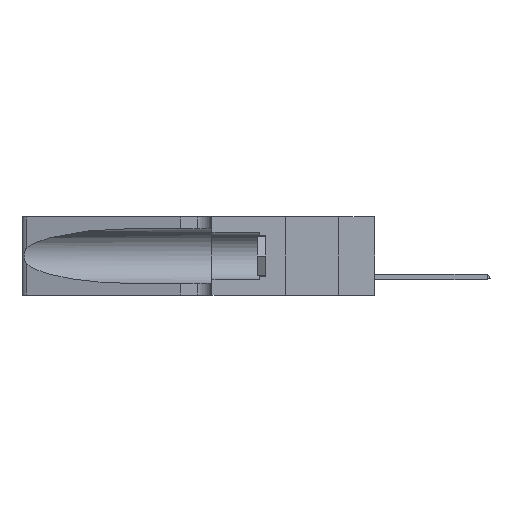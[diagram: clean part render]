
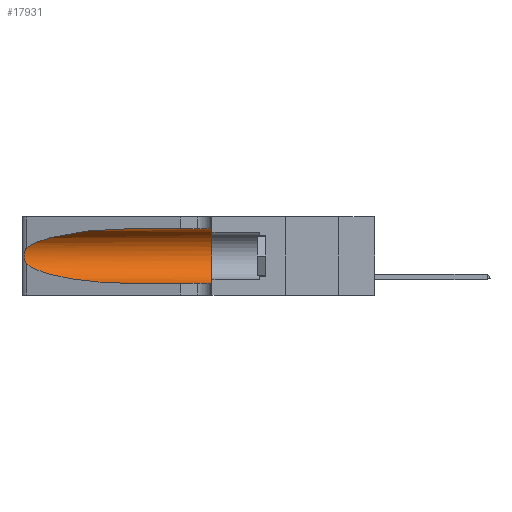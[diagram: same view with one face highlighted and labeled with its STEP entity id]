
A CAD part, left-side view. The second image highlights one B-rep face of the part: STEP entity #17931.
In plain terms, the highlighted cylindrical face has radius 3.308 mm (diameter 6.617 mm), a partial arc.
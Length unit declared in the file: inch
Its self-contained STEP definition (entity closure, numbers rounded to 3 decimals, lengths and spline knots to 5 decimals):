
#168 = CARTESIAN_POINT ( 'NONE',  ( 0.25487, 1.22718, 0.22369 ) ) ;
#1204 = VECTOR ( 'NONE', #17907, 39.37008 ) ;
#1236 = AXIS2_PLACEMENT_3D ( 'NONE', #4783, #18508, #1396 ) ;
#1396 = DIRECTION ( 'NONE',  ( 0., 0., 1. ) ) ;
#2253 = LINE ( 'NONE', #9415, #1204 ) ;
#2477 = CIRCLE ( 'NONE', #1236, 0.13025 ) ;
#2848 =( BOUNDED_CURVE ( )  B_SPLINE_CURVE ( 3, ( #12816, #6279, #8078, #4826 ),
 .UNSPECIFIED., .F., .F. ) 
 B_SPLINE_CURVE_WITH_KNOTS ( ( 4, 4 ),
 ( 1.5708, 2.84003 ),
 .UNSPECIFIED. ) 
 CURVE ( )  GEOMETRIC_REPRESENTATION_ITEM ( )  RATIONAL_B_SPLINE_CURVE ( ( 1., 0.87, 0.87, 1. ) ) 
 REPRESENTATION_ITEM ( '' )  );
#3013 = CARTESIAN_POINT ( 'NONE',  ( 0.25639, 1.23186, 0.15144 ) ) ;
#3223 = ORIENTED_EDGE ( 'NONE', *, *, #6427, .F. ) ;
#3456 = CARTESIAN_POINT ( 'NONE',  ( 0.25787, 1.23484, 0.2124 ) ) ;
#3907 = CARTESIAN_POINT ( 'NONE',  ( 0.26075, 1.23896, 0.178 ) ) ;
#4238 = CARTESIAN_POINT ( 'NONE',  ( 0.1305, 1.61858, 0.31525 ) ) ;
#4459 = VERTEX_POINT ( 'NONE', #5434 ) ;
#4783 = CARTESIAN_POINT ( 'NONE',  ( 0.1305, 0.35, 0.185 ) ) ;
#4826 = CARTESIAN_POINT ( 'NONE',  ( 0.25487, 1.22718, 0.22369 ) ) ;
#5434 = CARTESIAN_POINT ( 'NONE',  ( 0.1305, 0.35, 0.05475 ) ) ;
#5852 = LINE ( 'NONE', #4238, #19265 ) ;
#6279 = CARTESIAN_POINT ( 'NONE',  ( 0.18966, 0.96281, 0.31525 ) ) ;
#6427 = EDGE_CURVE ( 'NONE', #15441, #18488, #5852, .T. ) ;
#6577 = CARTESIAN_POINT ( 'NONE',  ( 0.25487, 1.22718, 0.14631 ) ) ;
#6997 = EDGE_CURVE ( 'NONE', #10462, #21475, #12445, .T. ) ;
#7243 = CARTESIAN_POINT ( 'NONE',  ( 0.26018, 1.23835, 0.19895 ) ) ;
#8078 = CARTESIAN_POINT ( 'NONE',  ( 0.2373, 1.15595, 0.28018 ) ) ;
#8135 = CARTESIAN_POINT ( 'NONE',  ( 0.1305, 0.35, 0.31525 ) ) ;
#8310 = EDGE_CURVE ( 'NONE', #13990, #4459, #2253, .T. ) ;
#8351 = DIRECTION ( 'NONE',  ( 0., 0., -1. ) ) ;
#8544 = ORIENTED_EDGE ( 'NONE', *, *, #21161, .F. ) ;
#9415 = CARTESIAN_POINT ( 'NONE',  ( 0.1305, 1.61858, 0.05475 ) ) ;
#10061 = DIRECTION ( 'NONE',  ( 0., -1., 0. ) ) ;
#10301 = CARTESIAN_POINT ( 'NONE',  ( 0.25555, 1.22994, 0.2215 ) ) ;
#10378 = CARTESIAN_POINT ( 'NONE',  ( 0.25854, 1.2359, 0.20912 ) ) ;
#10462 = VERTEX_POINT ( 'NONE', #14785 ) ;
#10683 = EDGE_LOOP ( 'NONE', ( #12790, #15132, #19572, #18308, #8544, #3223 ) ) ;
#10830 = CYLINDRICAL_SURFACE ( 'NONE', #15127, 0.13025 ) ;
#11387 = CARTESIAN_POINT ( 'NONE',  ( 0.25487, 1.22718, 0.14631 ) ) ;
#11399 = CARTESIAN_POINT ( 'NONE',  ( 0.25487, 1.22718, 0.14631 ) ) ;
#12150 = CARTESIAN_POINT ( 'NONE',  ( 0.25639, 1.23184, 0.21858 ) ) ;
#12445 = B_SPLINE_CURVE_WITH_KNOTS ( 'NONE', 3,
 ( #168, #10301, #12150, #3456, #10378, #7243, #17634, #3907, #15896, #21055, #15976, #3013, #16433, #11387 ),
 .UNSPECIFIED., .F., .F.,
 ( 4, 2, 2, 2, 2, 2, 4 ),
 ( 0., 0.00027, 0.00053, 0.00107, 0.0016, 0.00187, 0.00214 ),
 .UNSPECIFIED. ) ;
#12790 = ORIENTED_EDGE ( 'NONE', *, *, #15396, .T. ) ;
#12816 = CARTESIAN_POINT ( 'NONE',  ( 0.1305, 0.72297, 0.31525 ) ) ;
#12821 = CARTESIAN_POINT ( 'NONE',  ( 0.1305, 0.72297, 0.05475 ) ) ;
#13068 = EDGE_CURVE ( 'NONE', #21475, #13990, #17404, .T. ) ;
#13990 = VERTEX_POINT ( 'NONE', #17895 ) ;
#14355 = DIRECTION ( 'NONE',  ( 0., -1., 0. ) ) ;
#14785 = CARTESIAN_POINT ( 'NONE',  ( 0.25487, 1.22718, 0.22369 ) ) ;
#15127 = AXIS2_PLACEMENT_3D ( 'NONE', #15283, #10061, #8351 ) ;
#15132 = ORIENTED_EDGE ( 'NONE', *, *, #6997, .T. ) ;
#15283 = CARTESIAN_POINT ( 'NONE',  ( 0.1305, 1.61858, 0.185 ) ) ;
#15396 = EDGE_CURVE ( 'NONE', #15441, #10462, #2848, .T. ) ;
#15441 = VERTEX_POINT ( 'NONE', #19152 ) ;
#15896 = CARTESIAN_POINT ( 'NONE',  ( 0.26017, 1.23833, 0.17102 ) ) ;
#15976 = CARTESIAN_POINT ( 'NONE',  ( 0.25789, 1.23486, 0.15765 ) ) ;
#16343 = CARTESIAN_POINT ( 'NONE',  ( 0.2373, 1.15595, 0.08982 ) ) ;
#16433 = CARTESIAN_POINT ( 'NONE',  ( 0.25555, 1.22993, 0.14849 ) ) ;
#17359 = CARTESIAN_POINT ( 'NONE',  ( 0.18966, 0.96281, 0.05475 ) ) ;
#17404 =( BOUNDED_CURVE ( )  B_SPLINE_CURVE ( 3, ( #6577, #16343, #17359, #12821 ),
 .UNSPECIFIED., .F., .F. ) 
 B_SPLINE_CURVE_WITH_KNOTS ( ( 4, 4 ),
 ( 3.44316, 4.71239 ),
 .UNSPECIFIED. ) 
 CURVE ( )  GEOMETRIC_REPRESENTATION_ITEM ( )  RATIONAL_B_SPLINE_CURVE ( ( 1., 0.87, 0.87, 1. ) ) 
 REPRESENTATION_ITEM ( '' )  );
#17634 = CARTESIAN_POINT ( 'NONE',  ( 0.26075, 1.23896, 0.19203 ) ) ;
#17895 = CARTESIAN_POINT ( 'NONE',  ( 0.1305, 0.72297, 0.05475 ) ) ;
#17907 = DIRECTION ( 'NONE',  ( 0., -1., 0. ) ) ;
#17931 = ADVANCED_FACE ( 'NONE', ( #21522 ), #10830, .F. ) ;
#18308 = ORIENTED_EDGE ( 'NONE', *, *, #8310, .T. ) ;
#18488 = VERTEX_POINT ( 'NONE', #8135 ) ;
#18508 = DIRECTION ( 'NONE',  ( 0., 1., 0. ) ) ;
#19152 = CARTESIAN_POINT ( 'NONE',  ( 0.1305, 0.72297, 0.31525 ) ) ;
#19265 = VECTOR ( 'NONE', #14355, 39.37008 ) ;
#19572 = ORIENTED_EDGE ( 'NONE', *, *, #13068, .T. ) ;
#21055 = CARTESIAN_POINT ( 'NONE',  ( 0.25856, 1.23593, 0.16098 ) ) ;
#21161 = EDGE_CURVE ( 'NONE', #18488, #4459, #2477, .T. ) ;
#21475 = VERTEX_POINT ( 'NONE', #11399 ) ;
#21522 = FACE_OUTER_BOUND ( 'NONE', #10683, .T. ) ;
